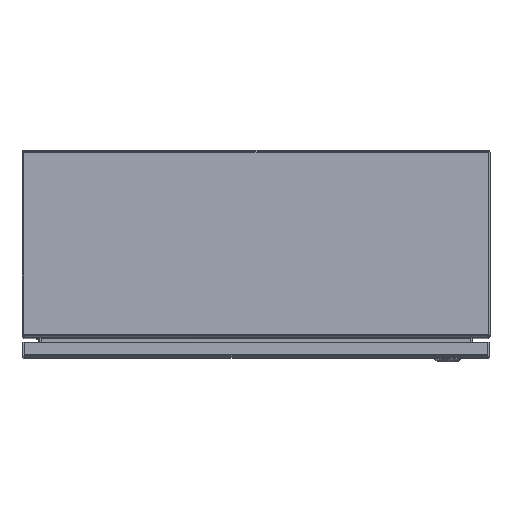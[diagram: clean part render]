
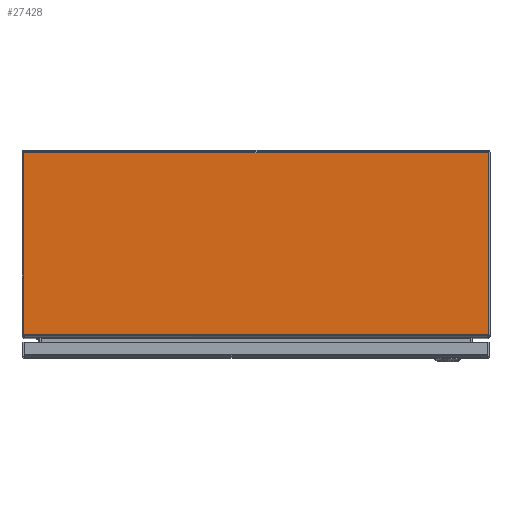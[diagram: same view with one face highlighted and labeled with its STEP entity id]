
A CAD part, top view. The second image highlights one B-rep face of the part: STEP entity #27428.
In plain terms, the highlighted planar face has unit normal (0, 0, 1).
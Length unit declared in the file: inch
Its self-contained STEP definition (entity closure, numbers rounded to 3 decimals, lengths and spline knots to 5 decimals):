
#158 = CARTESIAN_POINT ( 'NONE',  ( -9.92789, -7.82264, 15. ) ) ;
#426 = CARTESIAN_POINT ( 'NONE',  ( 9.92789, -0.072, 15. ) ) ;
#1234 = VECTOR ( 'NONE', #9902, 39.37008 ) ;
#1286 = ORIENTED_EDGE ( 'NONE', *, *, #16424, .F. ) ;
#2725 = AXIS2_PLACEMENT_3D ( 'NONE', #20202, #22387, #29695 ) ;
#3077 = EDGE_CURVE ( 'NONE', #17009, #12180, #26866, .T. ) ;
#3578 = FACE_OUTER_BOUND ( 'NONE', #9733, .T. ) ;
#4203 = ORIENTED_EDGE ( 'NONE', *, *, #3077, .F. ) ;
#4311 = VECTOR ( 'NONE', #23195, 39.37008 ) ;
#5440 = ORIENTED_EDGE ( 'NONE', *, *, #11530, .F. ) ;
#5550 = CARTESIAN_POINT ( 'NONE',  ( 9.92789, -7.82264, 15. ) ) ;
#5795 = EDGE_CURVE ( 'NONE', #20721, #27795, #8952, .T. ) ;
#6669 = ORIENTED_EDGE ( 'NONE', *, *, #27639, .F. ) ;
#6992 = LINE ( 'NONE', #11820, #4311 ) ;
#7094 = VERTEX_POINT ( 'NONE', #20396 ) ;
#8952 = LINE ( 'NONE', #23435, #13397 ) ;
#9111 = CARTESIAN_POINT ( 'NONE',  ( -9.91807, -7.892, 15. ) ) ;
#9733 = EDGE_LOOP ( 'NONE', ( #5440, #24996, #6669, #4203, #19553, #1286 ) ) ;
#9902 = DIRECTION ( 'NONE',  ( 0., -1., 0. ) ) ;
#11062 = AXIS2_PLACEMENT_3D ( 'NONE', #13063, #25048, #13228 ) ;
#11530 = EDGE_CURVE ( 'NONE', #27795, #21097, #22605, .T. ) ;
#11820 = CARTESIAN_POINT ( 'NONE',  ( -9.92789, -0.072, 15. ) ) ;
#11874 = CARTESIAN_POINT ( 'NONE',  ( -9.892, -0.108, 15. ) ) ;
#12180 = VERTEX_POINT ( 'NONE', #5550 ) ;
#13063 = CARTESIAN_POINT ( 'NONE',  ( 69.298, -0.072, 15. ) ) ;
#13228 = DIRECTION ( 'NONE',  ( 0., 1., 0. ) ) ;
#13397 = VECTOR ( 'NONE', #27955, 39.37008 ) ;
#13542 = CIRCLE ( 'NONE', #26473, 0.25 ) ;
#16424 = EDGE_CURVE ( 'NONE', #21097, #7094, #6992, .T. ) ;
#16464 = VECTOR ( 'NONE', #16706, 39.37008 ) ;
#16706 = DIRECTION ( 'NONE',  ( 1., 0., 0. ) ) ;
#16784 = CARTESIAN_POINT ( 'NONE',  ( 9.67789, -7.82264, 15. ) ) ;
#17009 = VERTEX_POINT ( 'NONE', #26021 ) ;
#17085 = DIRECTION ( 'NONE',  ( 0., 0., -1. ) ) ;
#19553 = ORIENTED_EDGE ( 'NONE', *, *, #25030, .F. ) ;
#20202 = CARTESIAN_POINT ( 'NONE',  ( -9.67789, -7.82264, 15. ) ) ;
#20396 = CARTESIAN_POINT ( 'NONE',  ( -9.92789, -0.108, 15. ) ) ;
#20721 = VERTEX_POINT ( 'NONE', #27255 ) ;
#21097 = VERTEX_POINT ( 'NONE', #158 ) ;
#22387 = DIRECTION ( 'NONE',  ( 0., 0., -1. ) ) ;
#22605 = CIRCLE ( 'NONE', #2725, 0.25 ) ;
#23195 = DIRECTION ( 'NONE',  ( 0., 1., 0. ) ) ;
#23435 = CARTESIAN_POINT ( 'NONE',  ( 69.298, -7.892, 15. ) ) ;
#24996 = ORIENTED_EDGE ( 'NONE', *, *, #5795, .F. ) ;
#25030 = EDGE_CURVE ( 'NONE', #7094, #17009, #26659, .T. ) ;
#25048 = DIRECTION ( 'NONE',  ( 0., 0., -1. ) ) ;
#26021 = CARTESIAN_POINT ( 'NONE',  ( 9.92789, -0.108, 15. ) ) ;
#26473 = AXIS2_PLACEMENT_3D ( 'NONE', #16784, #17085, #26590 ) ;
#26590 = DIRECTION ( 'NONE',  ( 0., 1., 0. ) ) ;
#26659 = LINE ( 'NONE', #11874, #16464 ) ;
#26866 = LINE ( 'NONE', #426, #1234 ) ;
#27255 = CARTESIAN_POINT ( 'NONE',  ( 9.91807, -7.892, 15. ) ) ;
#27428 = ADVANCED_FACE ( 'NONE', ( #3578 ), #29848, .F. ) ;
#27639 = EDGE_CURVE ( 'NONE', #12180, #20721, #13542, .T. ) ;
#27795 = VERTEX_POINT ( 'NONE', #9111 ) ;
#27955 = DIRECTION ( 'NONE',  ( -1., 0., 0. ) ) ;
#29695 = DIRECTION ( 'NONE',  ( 0., 1., 0. ) ) ;
#29848 = PLANE ( 'NONE',  #11062 ) ;
